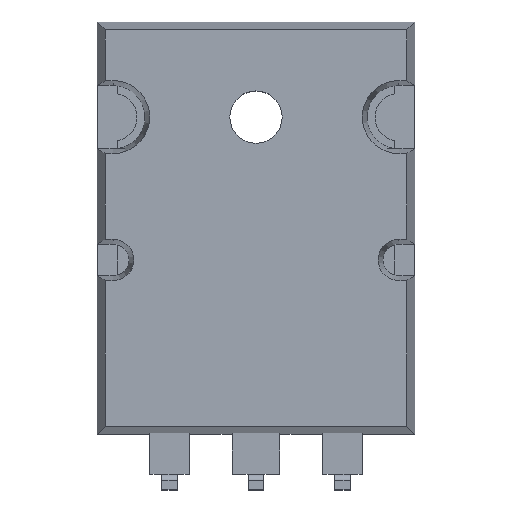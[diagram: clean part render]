
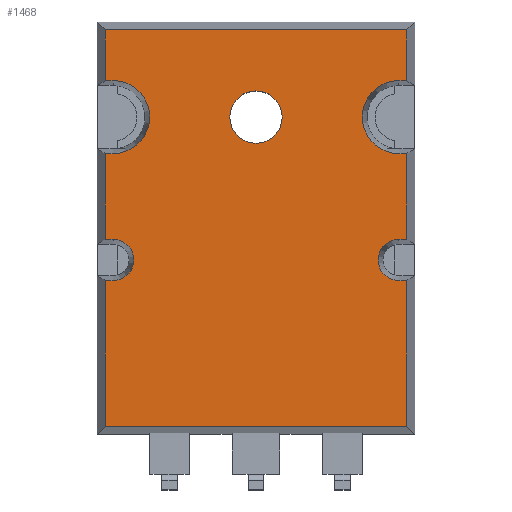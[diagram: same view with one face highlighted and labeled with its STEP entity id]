
A CAD part, top view. The second image highlights one B-rep face of the part: STEP entity #1468.
In plain terms, the highlighted planar face has unit normal (0, 0, 1).
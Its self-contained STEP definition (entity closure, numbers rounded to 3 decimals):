
#20=FACE_BOUND('',#168,.T.);
#87=FACE_OUTER_BOUND('',#167,.T.);
#167=EDGE_LOOP('',(#1163,#1164,#1165,#1166,#1167,#1168,#1169,#1170,#1171,
#1172,#1173,#1174,#1175,#1176,#1177,#1178,#1179,#1180,#1181,#1182));
#168=EDGE_LOOP('',(#1183));
#210=CIRCLE('',#1571,2.3);
#213=CIRCLE('',#1578,1.3);
#216=CIRCLE('',#1585,1.3);
#219=CIRCLE('',#1591,2.3);
#220=CIRCLE('',#1592,1.65);
#332=LINE('',#2286,#500);
#334=LINE('',#2291,#502);
#338=LINE('',#2298,#506);
#342=LINE('',#2311,#510);
#344=LINE('',#2316,#512);
#348=LINE('',#2323,#516);
#353=LINE('',#2339,#521);
#355=LINE('',#2344,#523);
#357=LINE('',#2348,#525);
#358=LINE('',#2349,#526);
#359=LINE('',#2351,#527);
#360=LINE('',#2353,#528);
#361=LINE('',#2357,#529);
#362=LINE('',#2359,#530);
#363=LINE('',#2361,#531);
#364=LINE('',#2362,#532);
#500=VECTOR('',#1871,10.);
#502=VECTOR('',#1875,10.);
#506=VECTOR('',#1881,10.);
#510=VECTOR('',#1895,10.);
#512=VECTOR('',#1899,10.);
#516=VECTOR('',#1905,10.);
#521=VECTOR('',#1920,10.);
#523=VECTOR('',#1924,10.);
#525=VECTOR('',#1928,10.);
#526=VECTOR('',#1929,10.);
#527=VECTOR('',#1930,10.);
#528=VECTOR('',#1931,10.);
#529=VECTOR('',#1934,10.);
#530=VECTOR('',#1935,10.);
#531=VECTOR('',#1936,10.);
#532=VECTOR('',#1937,10.);
#648=VERTEX_POINT('',#2273);
#649=VERTEX_POINT('',#2275);
#651=VERTEX_POINT('',#2282);
#654=VERTEX_POINT('',#2289);
#656=VERTEX_POINT('',#2296);
#658=VERTEX_POINT('',#2301);
#659=VERTEX_POINT('',#2303);
#662=VERTEX_POINT('',#2314);
#664=VERTEX_POINT('',#2321);
#666=VERTEX_POINT('',#2326);
#667=VERTEX_POINT('',#2328);
#669=VERTEX_POINT('',#2335);
#672=VERTEX_POINT('',#2342);
#673=VERTEX_POINT('',#2347);
#674=VERTEX_POINT('',#2350);
#675=VERTEX_POINT('',#2352);
#676=VERTEX_POINT('',#2354);
#677=VERTEX_POINT('',#2356);
#678=VERTEX_POINT('',#2358);
#679=VERTEX_POINT('',#2360);
#680=VERTEX_POINT('',#2363);
#815=EDGE_CURVE('',#648,#649,#210,.T.);
#821=EDGE_CURVE('',#649,#651,#332,.T.);
#823=EDGE_CURVE('',#654,#648,#334,.T.);
#827=EDGE_CURVE('',#656,#654,#338,.T.);
#829=EDGE_CURVE('',#658,#659,#213,.T.);
#834=EDGE_CURVE('',#659,#656,#342,.T.);
#836=EDGE_CURVE('',#662,#658,#344,.T.);
#840=EDGE_CURVE('',#664,#662,#348,.T.);
#842=EDGE_CURVE('',#666,#667,#216,.T.);
#848=EDGE_CURVE('',#667,#669,#353,.T.);
#850=EDGE_CURVE('',#672,#666,#355,.T.);
#852=EDGE_CURVE('',#673,#664,#357,.T.);
#853=EDGE_CURVE('',#669,#673,#358,.T.);
#854=EDGE_CURVE('',#674,#672,#359,.T.);
#855=EDGE_CURVE('',#675,#674,#360,.T.);
#856=EDGE_CURVE('',#676,#675,#219,.T.);
#857=EDGE_CURVE('',#677,#676,#361,.T.);
#858=EDGE_CURVE('',#678,#677,#362,.T.);
#859=EDGE_CURVE('',#679,#678,#363,.T.);
#860=EDGE_CURVE('',#651,#679,#364,.T.);
#861=EDGE_CURVE('',#680,#680,#220,.T.);
#1163=ORIENTED_EDGE('',*,*,#823,.F.);
#1164=ORIENTED_EDGE('',*,*,#827,.F.);
#1165=ORIENTED_EDGE('',*,*,#834,.F.);
#1166=ORIENTED_EDGE('',*,*,#829,.F.);
#1167=ORIENTED_EDGE('',*,*,#836,.F.);
#1168=ORIENTED_EDGE('',*,*,#840,.F.);
#1169=ORIENTED_EDGE('',*,*,#852,.F.);
#1170=ORIENTED_EDGE('',*,*,#853,.F.);
#1171=ORIENTED_EDGE('',*,*,#848,.F.);
#1172=ORIENTED_EDGE('',*,*,#842,.F.);
#1173=ORIENTED_EDGE('',*,*,#850,.F.);
#1174=ORIENTED_EDGE('',*,*,#854,.F.);
#1175=ORIENTED_EDGE('',*,*,#855,.F.);
#1176=ORIENTED_EDGE('',*,*,#856,.F.);
#1177=ORIENTED_EDGE('',*,*,#857,.F.);
#1178=ORIENTED_EDGE('',*,*,#858,.F.);
#1179=ORIENTED_EDGE('',*,*,#859,.F.);
#1180=ORIENTED_EDGE('',*,*,#860,.F.);
#1181=ORIENTED_EDGE('',*,*,#821,.F.);
#1182=ORIENTED_EDGE('',*,*,#815,.F.);
#1183=ORIENTED_EDGE('',*,*,#861,.T.);
#1347=PLANE('',#1590);
#1468=ADVANCED_FACE('',(#87,#20),#1347,.T.);
#1571=AXIS2_PLACEMENT_3D('',#2276,#1860,#1861);
#1578=AXIS2_PLACEMENT_3D('',#2304,#1885,#1886);
#1585=AXIS2_PLACEMENT_3D('',#2329,#1909,#1910);
#1590=AXIS2_PLACEMENT_3D('',#2346,#1926,#1927);
#1591=AXIS2_PLACEMENT_3D('',#2355,#1932,#1933);
#1592=AXIS2_PLACEMENT_3D('',#2364,#1938,#1939);
#1860=DIRECTION('center_axis',(0.,0.,1.));
#1861=DIRECTION('ref_axis',(0.,-1.,0.));
#1871=DIRECTION('',(-1.,0.,0.));
#1875=DIRECTION('',(1.,0.,0.));
#1881=DIRECTION('',(0.,1.,0.));
#1885=DIRECTION('center_axis',(0.,0.,1.));
#1886=DIRECTION('ref_axis',(0.,-1.,0.));
#1895=DIRECTION('',(-1.,0.,0.));
#1899=DIRECTION('',(1.,0.,0.));
#1905=DIRECTION('',(0.,1.,0.));
#1909=DIRECTION('center_axis',(0.,0.,1.));
#1910=DIRECTION('ref_axis',(0.,1.,0.));
#1920=DIRECTION('',(1.,0.,0.));
#1924=DIRECTION('',(-1.,0.,0.));
#1926=DIRECTION('center_axis',(0.,0.,1.));
#1927=DIRECTION('ref_axis',(1.,0.,0.));
#1928=DIRECTION('',(-1.,0.,0.));
#1929=DIRECTION('',(0.,-1.,0.));
#1930=DIRECTION('',(0.,-1.,0.));
#1931=DIRECTION('',(1.,0.,0.));
#1932=DIRECTION('center_axis',(0.,0.,1.));
#1933=DIRECTION('ref_axis',(0.,1.,0.));
#1934=DIRECTION('',(-1.,0.,0.));
#1935=DIRECTION('',(0.,-1.,0.));
#1936=DIRECTION('',(1.,0.,0.));
#1937=DIRECTION('',(0.,1.,0.));
#1938=DIRECTION('center_axis',(0.,0.,-1.));
#1939=DIRECTION('ref_axis',(1.,0.,0.));
#2273=CARTESIAN_POINT('',(-9.,-2.3,5.));
#2275=CARTESIAN_POINT('',(-9.,2.3,5.));
#2276=CARTESIAN_POINT('Origin',(-9.,0.,5.));
#2282=CARTESIAN_POINT('',(-9.5,2.3,5.));
#2286=CARTESIAN_POINT('',(-5.,2.3,5.));
#2289=CARTESIAN_POINT('',(-9.5,-2.3,5.));
#2291=CARTESIAN_POINT('',(-4.5,-2.3,5.));
#2296=CARTESIAN_POINT('',(-9.5,-7.7,5.));
#2298=CARTESIAN_POINT('',(-9.5,-0.5,5.));
#2301=CARTESIAN_POINT('',(-9.,-10.3,5.));
#2303=CARTESIAN_POINT('',(-9.,-7.7,5.));
#2304=CARTESIAN_POINT('Origin',(-9.,-9.,5.));
#2311=CARTESIAN_POINT('',(-5.,-7.7,5.));
#2314=CARTESIAN_POINT('',(-9.5,-10.3,5.));
#2316=CARTESIAN_POINT('',(-4.5,-10.3,5.));
#2321=CARTESIAN_POINT('',(-9.5,-19.5,5.));
#2323=CARTESIAN_POINT('',(-9.5,-0.5,5.));
#2326=CARTESIAN_POINT('',(9.,-7.7,5.));
#2328=CARTESIAN_POINT('',(9.,-10.3,5.));
#2329=CARTESIAN_POINT('Origin',(9.,-9.,5.));
#2335=CARTESIAN_POINT('',(9.5,-10.3,5.));
#2339=CARTESIAN_POINT('',(5.,-10.3,5.));
#2342=CARTESIAN_POINT('',(9.5,-7.7,5.));
#2344=CARTESIAN_POINT('',(4.5,-7.7,5.));
#2346=CARTESIAN_POINT('Origin',(0.,-7.,5.));
#2347=CARTESIAN_POINT('',(9.5,-19.5,5.));
#2348=CARTESIAN_POINT('',(-5.,-19.5,5.));
#2349=CARTESIAN_POINT('',(9.5,-13.5,5.));
#2350=CARTESIAN_POINT('',(9.5,-2.3,5.));
#2351=CARTESIAN_POINT('',(9.5,-13.5,5.));
#2352=CARTESIAN_POINT('',(9.,-2.3,5.));
#2353=CARTESIAN_POINT('',(5.,-2.3,5.));
#2354=CARTESIAN_POINT('',(9.,2.3,5.));
#2355=CARTESIAN_POINT('Origin',(9.,0.,5.));
#2356=CARTESIAN_POINT('',(9.5,2.3,5.));
#2357=CARTESIAN_POINT('',(4.5,2.3,5.));
#2358=CARTESIAN_POINT('',(9.5,5.5,5.));
#2359=CARTESIAN_POINT('',(9.5,-13.5,5.));
#2360=CARTESIAN_POINT('',(-9.5,5.5,5.));
#2361=CARTESIAN_POINT('',(5.,5.5,5.));
#2362=CARTESIAN_POINT('',(-9.5,-0.5,5.));
#2363=CARTESIAN_POINT('',(-1.65,0.,5.));
#2364=CARTESIAN_POINT('Origin',(0.,0.,5.));
